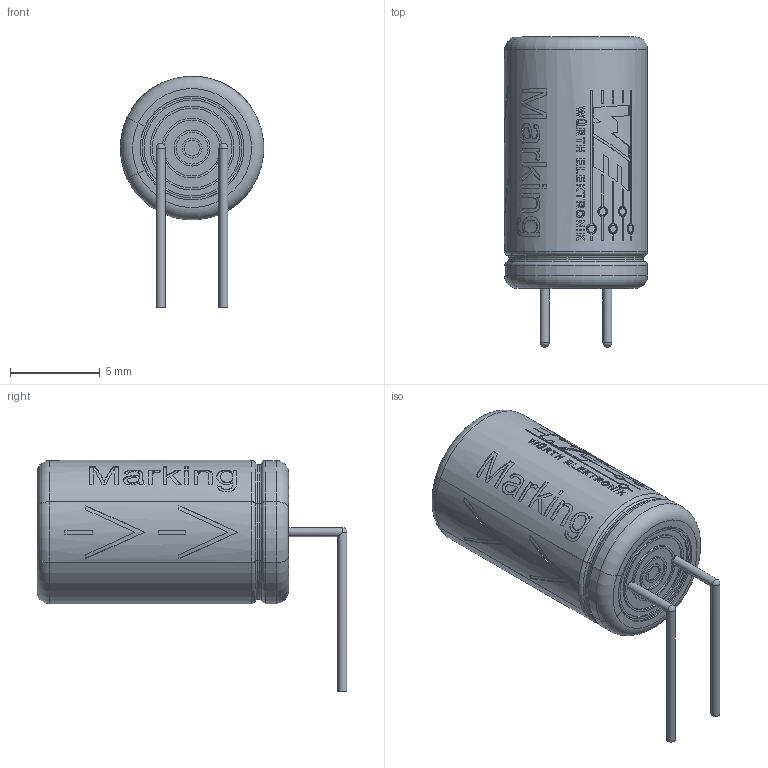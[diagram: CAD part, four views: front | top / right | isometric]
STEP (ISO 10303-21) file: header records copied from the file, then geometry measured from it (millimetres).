
FILE_DESCRIPTION(/* description */ ('Unknown','CAx-IF Rec.Pracs.---Representation and Presentation of Product Manufacturing Information (PMI)---4.0---2014-10-13'),/* implementation_level */ '2;1');
FILE_NAME(/* name */ '860021374009_bend.step',/* time_stamp */ '2025-01-06T22:43:50+01:00',/* author */ (''),/* organization */ (''),/* preprocessor_version */ 'ST-DEVELOPER v20',/* originating_system */ 'Autodesk Translation Framework v13.20.0.188',/* authorisation */ '');
FILE_SCHEMA (('AP242_MANAGED_MODEL_BASED_3D_ENGINEERING_MIM_LF { 1 0 10303 442 1 1 4 }'));
Length unit declared in the file: millimetre
Products named in the file (3): 860021374009_bend; 1; 2
Assembly tree (2 placements, depth 2):
  860021374009_bend
    1
    2
Bounding box: 7.97 x 17.25 x 12.89 mm (x, y, z)
Volume: 686.6 mm3; surface area: 1324.6 mm2
Topology: 2 solids, 3 shells, 531 faces, 1351 edges, 891 vertices
Faces by surface type: plane 278, bspline 138, cylinder 91, torus 24
Full cylindrical faces by diameter (mm): 0.5 x4, 0.889 x1, 1.111 x1, 1.778 x1, 2 x1, 4.444 x1, 4.667 x1, 5.333 x1, 5.556 x1, 5.778 x2, 6.615 x2, 7.314 x1, 7.334 x1, 7.78 x2, 7.8 x2
Entity records: 25537 total; most frequent: CARTESIAN_POINT 12676, ORIENTED_EDGE 2694, DIRECTION 2245, EDGE_CURVE 1347, VERTEX_POINT 891, AXIS2_PLACEMENT_3D 761, LINE 723, VECTOR 723
